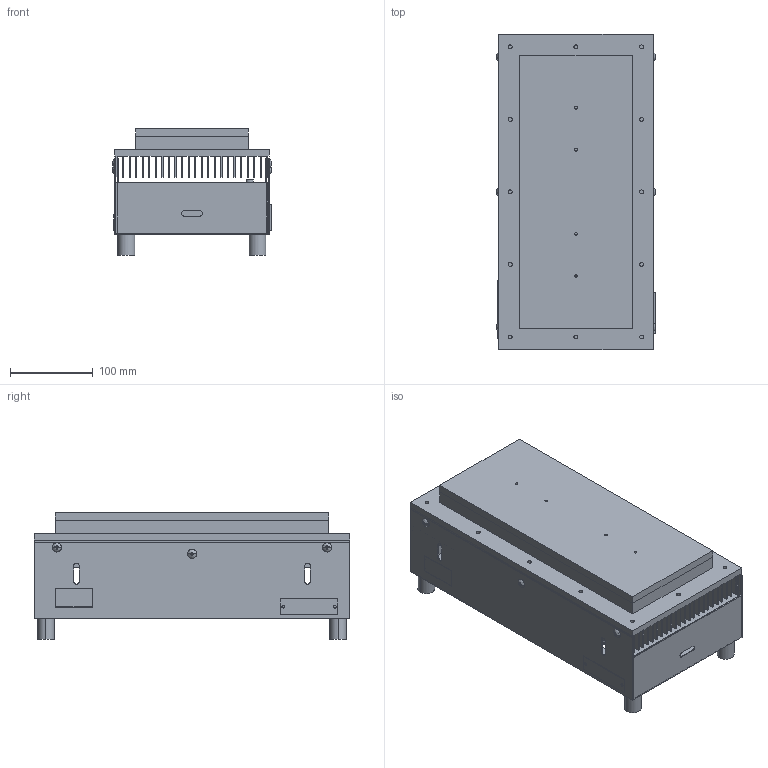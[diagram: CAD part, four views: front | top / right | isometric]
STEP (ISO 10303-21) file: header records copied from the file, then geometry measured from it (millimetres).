
FILE_DESCRIPTION (( 'STEP AP203' ), '1' );
FILE_NAME ('ahp-1200cp.STEP', '2016-05-25T19:58:49', ( '' ), ( '' ), 'SwSTEP 2.0', 'SolidWorks 2016', '' );
FILE_SCHEMA (( 'CONFIG_CONTROL_DESIGN' ));
Length unit declared in the file: inch
Products named in the file (1): ahp-1200cp
Bounding box: 192.71 x 381.01 x 153.42 mm (x, y, z)
Surface area: 1214581.5 mm2 (no closed solid volume)
Topology: 0 solids, 21 shells, 562 faces, 2124 edges, 1533 vertices
Faces by surface type: plane 342, cylinder 211, bspline 9
Entity records: 23653 total; most frequent: CARTESIAN_POINT 5128, DIRECTION 3846, ORIENTED_EDGE 3459, EDGE_CURVE 2118, VERTEX_POINT 1530, VECTOR 1294, LINE 1294, AXIS2_PLACEMENT_3D 1276
